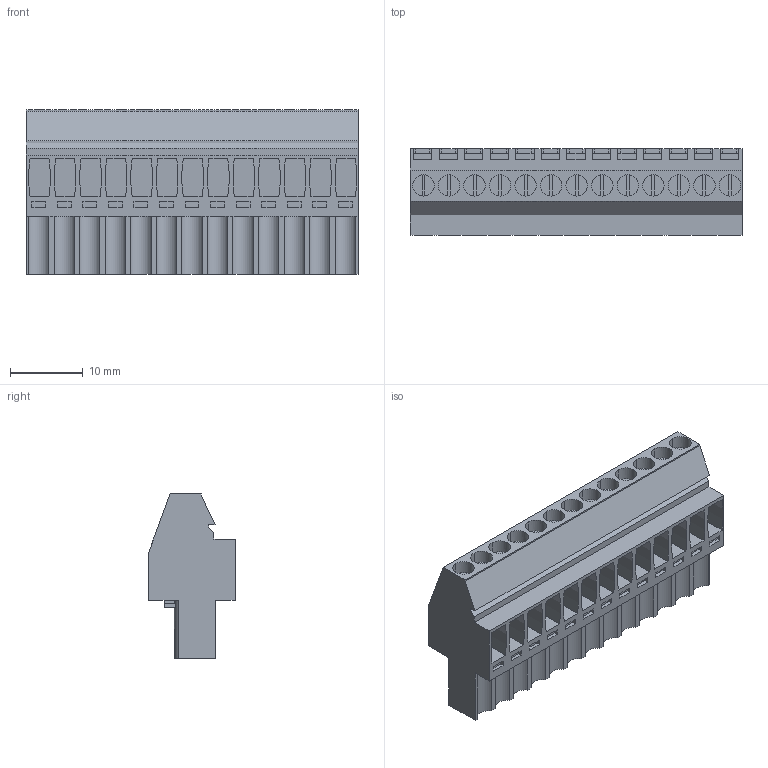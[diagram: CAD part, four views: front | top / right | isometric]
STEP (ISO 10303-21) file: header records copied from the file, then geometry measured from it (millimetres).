
FILE_DESCRIPTION(('CATIA V5 STEP Exchange','CAx-IF Rec.Pracs.--- Model Styling and Organization---1.2---2011-12-15'),'2;1');
FILE_NAME ('D1454122_0_1639810000_1639810000.stp','2017-04-20T06:17:49+00:00',('none'),('Weidmueller'),'CATIA Version 5-6 Release 2014','CATIA V5 STEP AP214','none');
FILE_SCHEMA(('AUTOMOTIVE_DESIGN { 1 0 10303 214 1 1 1 1 }'));
Length unit declared in the file: millimetre
Products named in the file (1): 1639810000
Bounding box: 45.5 x 11.83 x 22.6 mm (x, y, z)
Volume: 6913.1 mm3; surface area: 5493.5 mm2
Topology: 14 solids, 14 shells, 746 faces, 2058 edges, 1392 vertices
Faces by surface type: plane 642, cylinder 104
Entity records: 21851 total; most frequent: ORIENTED_EDGE 4116, CARTESIAN_POINT 4035, DIRECTION 2888, EDGE_CURVE 2058, VECTOR 1720, LINE 1720, VERTEX_POINT 1392, EDGE_LOOP 798
